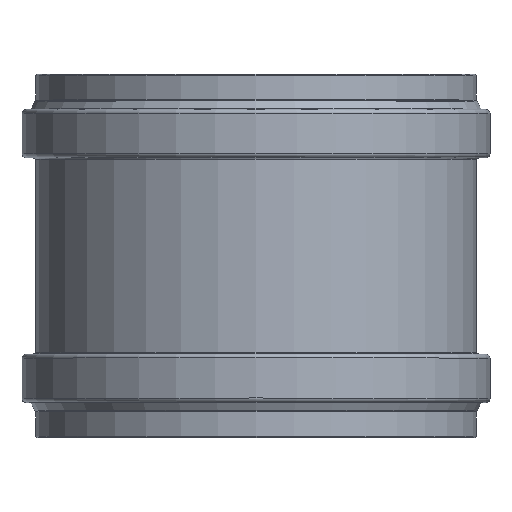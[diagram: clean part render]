
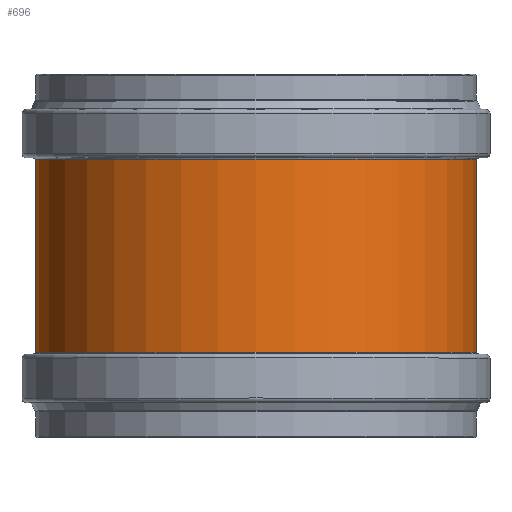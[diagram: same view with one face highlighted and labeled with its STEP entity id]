
A CAD part, top view. The second image highlights one B-rep face of the part: STEP entity #696.
In plain terms, the highlighted cylindrical face has radius 211.95 mm (diameter 423.9 mm), a full revolution.
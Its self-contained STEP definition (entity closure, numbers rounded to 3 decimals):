
#124=FACE_BOUND('',#310,.T.);
#186=FACE_OUTER_BOUND('',#309,.T.);
#309=EDGE_LOOP('',(#619));
#310=EDGE_LOOP('',(#620));
#327=CIRCLE('',#731,211.95);
#355=CIRCLE('',#786,211.95);
#389=VERTEX_POINT('',#1122);
#417=VERTEX_POINT('',#1205);
#451=EDGE_CURVE('',#389,#389,#327,.T.);
#479=EDGE_CURVE('',#417,#417,#355,.T.);
#619=ORIENTED_EDGE('',*,*,#451,.F.);
#620=ORIENTED_EDGE('',*,*,#479,.T.);
#634=CYLINDRICAL_SURFACE('',#822,211.95);
#696=ADVANCED_FACE('',(#186,#124),#634,.T.);
#731=AXIS2_PLACEMENT_3D('',#1123,#889,#890);
#786=AXIS2_PLACEMENT_3D('',#1206,#999,#1000);
#822=AXIS2_PLACEMENT_3D('',#1259,#1071,#1072);
#889=DIRECTION('center_axis',(0.,-1.,0.));
#890=DIRECTION('ref_axis',(1.,0.,0.));
#999=DIRECTION('center_axis',(0.,-1.,0.));
#1000=DIRECTION('ref_axis',(1.,0.,0.));
#1071=DIRECTION('center_axis',(0.,-1.,0.));
#1072=DIRECTION('ref_axis',(1.,0.,0.));
#1122=CARTESIAN_POINT('',(211.95,-92.8,0.));
#1123=CARTESIAN_POINT('Origin',(0.,-92.8,0.));
#1205=CARTESIAN_POINT('',(211.95,92.8,0.));
#1206=CARTESIAN_POINT('Origin',(0.,92.8,0.));
#1259=CARTESIAN_POINT('Origin',(0.,-3.25,
0.));
